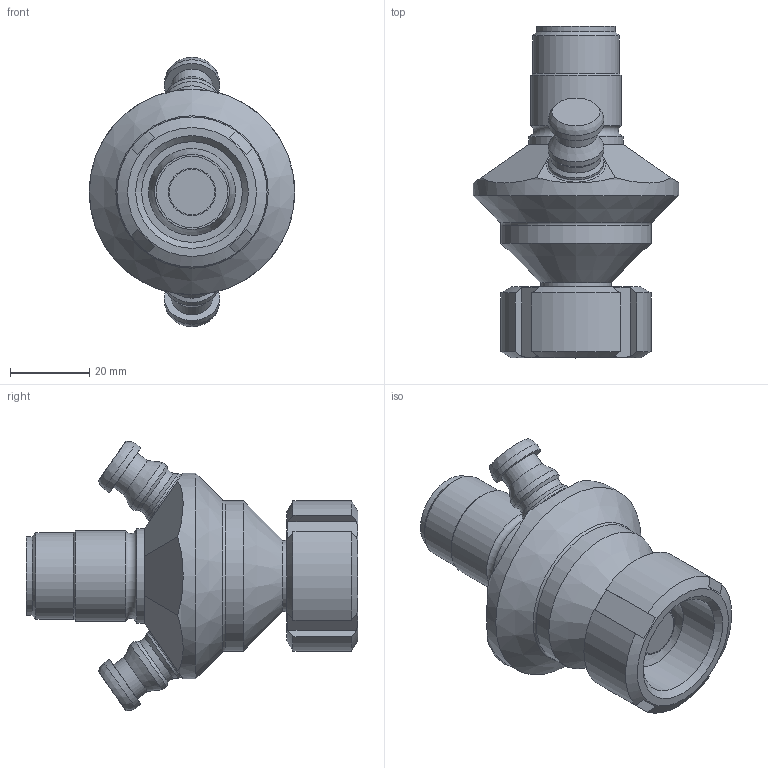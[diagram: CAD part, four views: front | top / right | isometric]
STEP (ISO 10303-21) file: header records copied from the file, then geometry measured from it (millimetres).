
FILE_DESCRIPTION(/* description */ (''),/* implementation_level */ '2;1');
FILE_NAME(/* name */ '850540.stp',/* time_stamp */ '2022-04-06T10:03:22+02:00',/* author */ ('rasmus'),/* organization */ (''),/* preprocessor_version */ 'ST-DEVELOPER v18.1',/* originating_system */ 'Autodesk Inventor 2022',/* authorisation */ '');
FILE_SCHEMA (('AUTOMOTIVE_DESIGN { 1 0 10303 214 3 1 1 }'));
Length unit declared in the file: millimetre
Products named in the file (2): 850540; 850540_Simplify_1
Assembly tree (1 placements, depth 2):
  850540
    850540_Simplify_1
Bounding box: 52 x 84 x 68.18 mm (x, y, z)
Volume: 65284.3 mm3; surface area: 19572.2 mm2
Topology: 4 solids, 4 shells, 88 faces, 191 edges, 119 vertices
Faces by surface type: plane 36, cylinder 28, cone 18, torus 4, bspline 2
Full cylindrical faces by diameter (mm): 10.5 x2, 12 x1, 12.5 x2, 14 x6, 18 x1, 18.1 x1, 19 x1, 20 x1, 20.5 x2, 22 x2, 23 x1, 24 x1, 25.5 x1, 38 x1, 52 x1
Entity records: 2490 total; most frequent: CARTESIAN_POINT 500, DIRECTION 436, ORIENTED_EDGE 380, EDGE_CURVE 190, AXIS2_PLACEMENT_3D 181, VERTEX_POINT 119, EDGE_LOOP 101, FACE_OUTER_BOUND 88
